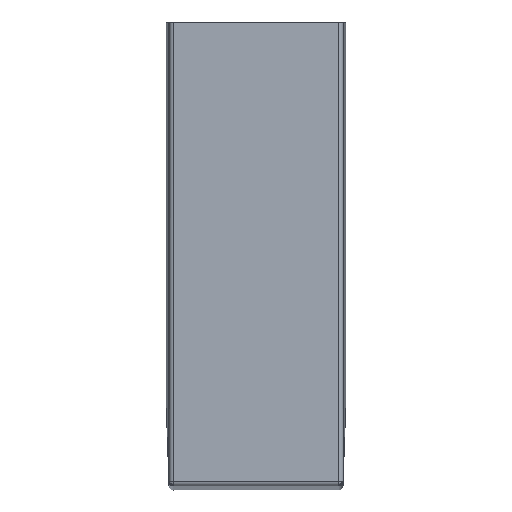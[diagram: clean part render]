
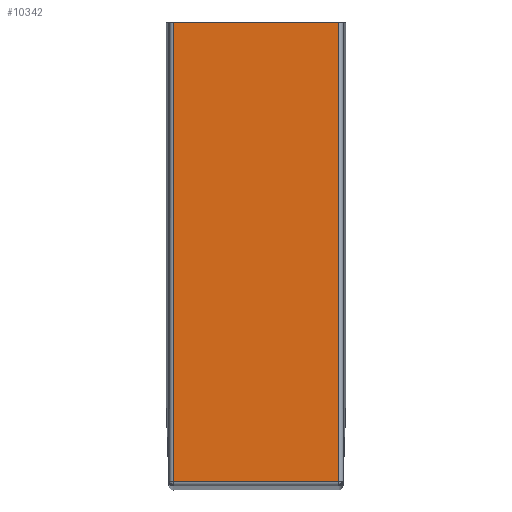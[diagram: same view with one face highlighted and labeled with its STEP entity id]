
A CAD part, front view. The second image highlights one B-rep face of the part: STEP entity #10342.
In plain terms, the highlighted planar face has unit normal (0, -1, 0.009).
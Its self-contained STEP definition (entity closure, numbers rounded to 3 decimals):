
#664 = CARTESIAN_POINT ( 'NONE',  ( 1026.372, 23.035, -219.814 ) ) ;
#706 = LINE ( 'NONE', #5794, #6565 ) ;
#1083 = LINE ( 'NONE', #3935, #9348 ) ;
#1147 = LINE ( 'NONE', #7144, #5374 ) ;
#1209 = DIRECTION ( 'NONE',  ( 0., 0.009, 1. ) ) ;
#1302 = CARTESIAN_POINT ( 'NONE',  ( 1026.372, 23.034, -219.936 ) ) ;
#1317 = VECTOR ( 'NONE', #1209, 1000. ) ;
#1452 = DIRECTION ( 'NONE',  ( 0., -0.009, -1. ) ) ;
#1528 = DIRECTION ( 'NONE',  ( 1., 0., 0. ) ) ;
#1787 = CARTESIAN_POINT ( 'NONE',  ( 969.419, 24.418, -61.37 ) ) ;
#2785 = CARTESIAN_POINT ( 'NONE',  ( 1026.372, 23.035, -219.814 ) ) ;
#3471 = VERTEX_POINT ( 'NONE', #1302 ) ;
#3703 = AXIS2_PLACEMENT_3D ( 'NONE', #664, #6236, #1452 ) ;
#3821 = VERTEX_POINT ( 'NONE', #1787 ) ;
#3935 = CARTESIAN_POINT ( 'NONE',  ( 1026.372, 23.034, -219.936 ) ) ;
#4736 = EDGE_CURVE ( 'NONE', #10143, #3471, #1083, .T. ) ;
#5080 = EDGE_CURVE ( 'NONE', #3471, #8521, #7699, .T. ) ;
#5201 = FACE_OUTER_BOUND ( 'NONE', #9727, .T. ) ;
#5374 = VECTOR ( 'NONE', #7939, 1000. ) ;
#5457 = EDGE_CURVE ( 'NONE', #3821, #10143, #706, .T. ) ;
#5484 = ORIENTED_EDGE ( 'NONE', *, *, #7832, .T. ) ;
#5794 = CARTESIAN_POINT ( 'NONE',  ( 969.419, 23.035, -219.814 ) ) ;
#6080 = ORIENTED_EDGE ( 'NONE', *, *, #5080, .T. ) ;
#6236 = DIRECTION ( 'NONE',  ( 0., -1., 0.009 ) ) ;
#6565 = VECTOR ( 'NONE', #9812, 1000. ) ;
#6583 = CARTESIAN_POINT ( 'NONE',  ( 969.419, 23.034, -219.936 ) ) ;
#6649 = CARTESIAN_POINT ( 'NONE',  ( 1026.372, 24.418, -61.37 ) ) ;
#6751 = ORIENTED_EDGE ( 'NONE', *, *, #5457, .T. ) ;
#7144 = CARTESIAN_POINT ( 'NONE',  ( 1026.372, 24.418, -61.37 ) ) ;
#7699 = LINE ( 'NONE', #2785, #1317 ) ;
#7822 = PLANE ( 'NONE',  #3703 ) ;
#7832 = EDGE_CURVE ( 'NONE', #8521, #3821, #1147, .T. ) ;
#7939 = DIRECTION ( 'NONE',  ( -1., 0., 0. ) ) ;
#8521 = VERTEX_POINT ( 'NONE', #6649 ) ;
#9348 = VECTOR ( 'NONE', #1528, 1000. ) ;
#9727 = EDGE_LOOP ( 'NONE', ( #6751, #9988, #6080, #5484 ) ) ;
#9812 = DIRECTION ( 'NONE',  ( 0., -0.009, -1. ) ) ;
#9988 = ORIENTED_EDGE ( 'NONE', *, *, #4736, .T. ) ;
#10143 = VERTEX_POINT ( 'NONE', #6583 ) ;
#10342 = ADVANCED_FACE ( 'NONE', ( #5201 ), #7822, .T. ) ;
